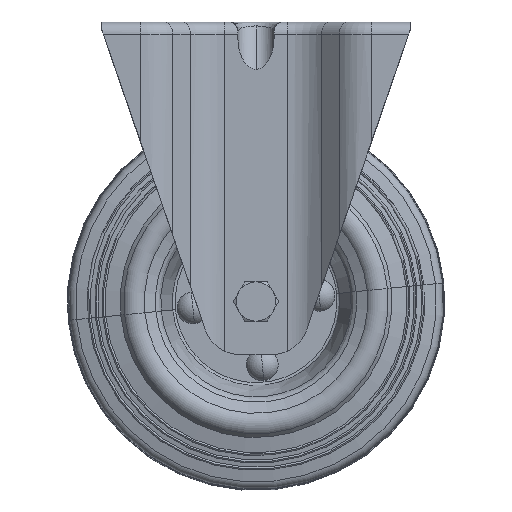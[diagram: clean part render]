
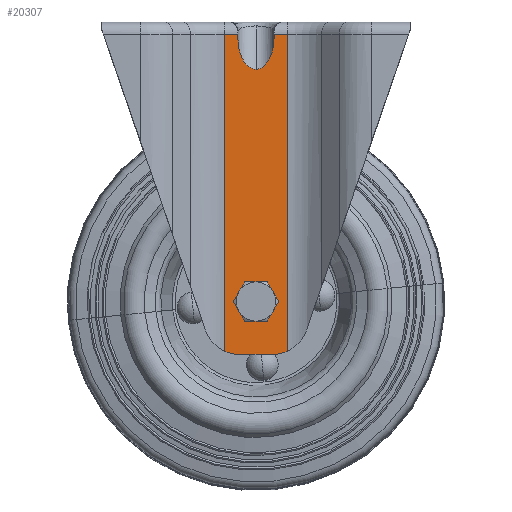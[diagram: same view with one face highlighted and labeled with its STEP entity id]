
A CAD part, top view. The second image highlights one B-rep face of the part: STEP entity #20307.
In plain terms, the highlighted planar face has unit normal (0, 0, 1).
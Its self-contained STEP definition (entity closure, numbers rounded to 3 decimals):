
#245 = LINE ( 'NONE', #18379, #14017 ) ;
#539 = EDGE_CURVE ( 'NONE', #17955, #14351, #18690, .T. ) ;
#762 = CARTESIAN_POINT ( 'NONE',  ( -10.373, -101.243, 28.5 ) ) ;
#784 = ORIENTED_EDGE ( 'NONE', *, *, #22285, .T. ) ;
#826 = CARTESIAN_POINT ( 'NONE',  ( -3.515, -15.641, 28.5 ) ) ;
#829 = DIRECTION ( 'NONE',  ( 0., -1., 0. ) ) ;
#957 = EDGE_CURVE ( 'NONE', #12874, #19101, #20257, .T. ) ;
#989 = CIRCLE ( 'NONE', #3940, 12. ) ;
#1159 = FACE_BOUND ( 'NONE', #15796, .T. ) ;
#1189 = CIRCLE ( 'NONE', #6005, 4.1 ) ;
#1212 = ORIENTED_EDGE ( 'NONE', *, *, #957, .T. ) ;
#1252 = DIRECTION ( 'NONE',  ( -1., 0., 0. ) ) ;
#1338 = CARTESIAN_POINT ( 'NONE',  ( 5.425, -98., 28.5 ) ) ;
#1363 = LINE ( 'NONE', #19070, #10653 ) ;
#1448 = VECTOR ( 'NONE', #5266, 1000. ) ;
#2133 =( BOUNDED_CURVE ( )  B_SPLINE_CURVE ( 3, ( #6137, #4398, #2903, #11986 ),
 .UNSPECIFIED., .F., .F. ) 
 B_SPLINE_CURVE_WITH_KNOTS ( ( 4, 4 ),
 ( 4.712, 6.283 ),
 .UNSPECIFIED. ) 
 CURVE ( )  GEOMETRIC_REPRESENTATION_ITEM ( )  RATIONAL_B_SPLINE_CURVE ( ( 1., 0.805, 0.805, 1. ) ) 
 REPRESENTATION_ITEM ( '' )  );
#2227 = VERTEX_POINT ( 'NONE', #10272 ) ;
#2420 = VERTEX_POINT ( 'NONE', #22905 ) ;
#2552 = EDGE_CURVE ( 'NONE', #2420, #8888, #7932, .T. ) ;
#2572 = CARTESIAN_POINT ( 'NONE',  ( 0., -15.641, 28.5 ) ) ;
#2610 = DIRECTION ( 'NONE',  ( 0., 0., 1. ) ) ;
#2804 = CARTESIAN_POINT ( 'NONE',  ( -5.425, -98., 28.5 ) ) ;
#2903 = CARTESIAN_POINT ( 'NONE',  ( 3.515, -15.641, 28.5 ) ) ;
#3018 = EDGE_CURVE ( 'NONE', #15714, #14727, #9225, .T. ) ;
#3026 = DIRECTION ( 'NONE',  ( 1., 0., 0. ) ) ;
#3071 = CARTESIAN_POINT ( 'NONE',  ( -6., -5.181, 28.5 ) ) ;
#3793 = VERTEX_POINT ( 'NONE', #13913 ) ;
#3940 = AXIS2_PLACEMENT_3D ( 'NONE', #2804, #20382, #3026 ) ;
#4091 = DIRECTION ( 'NONE',  ( 1., 0., 0. ) ) ;
#4156 = CARTESIAN_POINT ( 'NONE',  ( 4.1, -92.5, 28.5 ) ) ;
#4258 = EDGE_CURVE ( 'NONE', #3793, #17955, #1363, .T. ) ;
#4390 = CARTESIAN_POINT ( 'NONE',  ( -10.373, -4., 28.5 ) ) ;
#4398 = CARTESIAN_POINT ( 'NONE',  ( 6., -11.308, 28.5 ) ) ;
#4837 = EDGE_CURVE ( 'NONE', #21255, #2420, #9629, .T. ) ;
#4963 = CARTESIAN_POINT ( 'NONE',  ( -4.1, -92.5, 28.5 ) ) ;
#5266 = DIRECTION ( 'NONE',  ( 1., 0., 0. ) ) ;
#5328 = CARTESIAN_POINT ( 'NONE',  ( -17., -110., 28.5 ) ) ;
#6005 = AXIS2_PLACEMENT_3D ( 'NONE', #13962, #11984, #10128 ) ;
#6137 = CARTESIAN_POINT ( 'NONE',  ( 6., -5.181, 28.5 ) ) ;
#6223 = CARTESIAN_POINT ( 'NONE',  ( -17., -4., 28.5 ) ) ;
#6958 = DIRECTION ( 'NONE',  ( 0., 1., 0. ) ) ;
#7398 = VERTEX_POINT ( 'NONE', #14601 ) ;
#7531 = VECTOR ( 'NONE', #6958, 1000. ) ;
#7929 = CARTESIAN_POINT ( 'NONE',  ( -6., -11.308, 28.5 ) ) ;
#7932 = LINE ( 'NONE', #19099, #15225 ) ;
#8040 = ORIENTED_EDGE ( 'NONE', *, *, #4837, .T. ) ;
#8263 = PLANE ( 'NONE',  #20560 ) ;
#8597 = CARTESIAN_POINT ( 'NONE',  ( 10.373, 0., 28.5 ) ) ;
#8888 = VERTEX_POINT ( 'NONE', #21113 ) ;
#9035 = ORIENTED_EDGE ( 'NONE', *, *, #539, .T. ) ;
#9225 = CIRCLE ( 'NONE', #12204, 4.1 ) ;
#9603 = DIRECTION ( 'NONE',  ( 0., -1., 0. ) ) ;
#9629 = LINE ( 'NONE', #6223, #14403 ) ;
#9754 = EDGE_CURVE ( 'NONE', #2227, #7398, #14138, .T. ) ;
#10128 = DIRECTION ( 'NONE',  ( 1., 0., 0. ) ) ;
#10130 = ORIENTED_EDGE ( 'NONE', *, *, #22153, .T. ) ;
#10272 = CARTESIAN_POINT ( 'NONE',  ( -5.425, -110., 28.5 ) ) ;
#10419 = CARTESIAN_POINT ( 'NONE',  ( 0., -15.641, 28.5 ) ) ;
#10653 = VECTOR ( 'NONE', #1252, 1000. ) ;
#11434 = ORIENTED_EDGE ( 'NONE', *, *, #19657, .F. ) ;
#11609 = ORIENTED_EDGE ( 'NONE', *, *, #4258, .T. ) ;
#11984 = DIRECTION ( 'NONE',  ( 0., 0., 1. ) ) ;
#11986 = CARTESIAN_POINT ( 'NONE',  ( 0., -15.641, 28.5 ) ) ;
#12204 = AXIS2_PLACEMENT_3D ( 'NONE', #14956, #2610, #4091 ) ;
#12455 = CARTESIAN_POINT ( 'NONE',  ( 10.373, -4., 28.5 ) ) ;
#12463 = DIRECTION ( 'NONE',  ( 1., 0., 0. ) ) ;
#12606 = CARTESIAN_POINT ( 'NONE',  ( 10.373, -108.933, 28.5 ) ) ;
#12874 = VERTEX_POINT ( 'NONE', #10419 ) ;
#12911 = DIRECTION ( 'NONE',  ( 0., 1., 0. ) ) ;
#13618 = FACE_OUTER_BOUND ( 'NONE', #20630, .T. ) ;
#13705 = DIRECTION ( 'NONE',  ( -1., 0., 0. ) ) ;
#13913 = CARTESIAN_POINT ( 'NONE',  ( -6., -4., 28.5 ) ) ;
#13962 = CARTESIAN_POINT ( 'NONE',  ( 0., -92.5, 28.5 ) ) ;
#14017 = VECTOR ( 'NONE', #12911, 1000. ) ;
#14138 = LINE ( 'NONE', #21208, #1448 ) ;
#14351 = VERTEX_POINT ( 'NONE', #15974 ) ;
#14403 = VECTOR ( 'NONE', #13705, 1000. ) ;
#14601 = CARTESIAN_POINT ( 'NONE',  ( 5.425, -110., 28.5 ) ) ;
#14649 = ORIENTED_EDGE ( 'NONE', *, *, #3018, .F. ) ;
#14727 = VERTEX_POINT ( 'NONE', #4963 ) ;
#14729 = EDGE_CURVE ( 'NONE', #16935, #21255, #19184, .T. ) ;
#14956 = CARTESIAN_POINT ( 'NONE',  ( 0., -92.5, 28.5 ) ) ;
#15002 = ORIENTED_EDGE ( 'NONE', *, *, #14729, .T. ) ;
#15043 = CARTESIAN_POINT ( 'NONE',  ( -6., -5.181, 28.5 ) ) ;
#15225 = VECTOR ( 'NONE', #829, 1000. ) ;
#15714 = VERTEX_POINT ( 'NONE', #4156 ) ;
#15796 = EDGE_LOOP ( 'NONE', ( #11434, #14649 ) ) ;
#15798 = DIRECTION ( 'NONE',  ( 0., 0., -1. ) ) ;
#15974 = CARTESIAN_POINT ( 'NONE',  ( -10.373, -108.933, 28.5 ) ) ;
#16603 = AXIS2_PLACEMENT_3D ( 'NONE', #1338, #15798, #17408 ) ;
#16615 = EDGE_CURVE ( 'NONE', #16935, #7398, #19570, .T. ) ;
#16877 = ORIENTED_EDGE ( 'NONE', *, *, #2552, .T. ) ;
#16935 = VERTEX_POINT ( 'NONE', #12606 ) ;
#17157 = EDGE_CURVE ( 'NONE', #2227, #14351, #989, .T. ) ;
#17408 = DIRECTION ( 'NONE',  ( 1., 0., 0. ) ) ;
#17458 = VECTOR ( 'NONE', #9603, 1000. ) ;
#17792 = DIRECTION ( 'NONE',  ( 0., 0., 1. ) ) ;
#17955 = VERTEX_POINT ( 'NONE', #4390 ) ;
#18258 = ORIENTED_EDGE ( 'NONE', *, *, #16615, .F. ) ;
#18379 = CARTESIAN_POINT ( 'NONE',  ( -6., -110., 28.5 ) ) ;
#18690 = LINE ( 'NONE', #762, #17458 ) ;
#19070 = CARTESIAN_POINT ( 'NONE',  ( -17., -4., 28.5 ) ) ;
#19099 = CARTESIAN_POINT ( 'NONE',  ( 6., -110., 28.5 ) ) ;
#19101 = VERTEX_POINT ( 'NONE', #3071 ) ;
#19184 = LINE ( 'NONE', #8597, #7531 ) ;
#19570 = CIRCLE ( 'NONE', #16603, 12. ) ;
#19657 = EDGE_CURVE ( 'NONE', #14727, #15714, #1189, .T. ) ;
#19747 = ORIENTED_EDGE ( 'NONE', *, *, #9754, .T. ) ;
#20257 =( BOUNDED_CURVE ( )  B_SPLINE_CURVE ( 3, ( #2572, #826, #7929, #15043 ),
 .UNSPECIFIED., .F., .F. ) 
 B_SPLINE_CURVE_WITH_KNOTS ( ( 4, 4 ),
 ( 3.142, 4.712 ),
 .UNSPECIFIED. ) 
 CURVE ( )  GEOMETRIC_REPRESENTATION_ITEM ( )  RATIONAL_B_SPLINE_CURVE ( ( 1., 0.805, 0.805, 1. ) ) 
 REPRESENTATION_ITEM ( '' )  );
#20307 = ADVANCED_FACE ( 'NONE', ( #1159, #13618 ), #8263, .T. ) ;
#20382 = DIRECTION ( 'NONE',  ( 0., 0., -1. ) ) ;
#20560 = AXIS2_PLACEMENT_3D ( 'NONE', #5328, #17792, #12463 ) ;
#20630 = EDGE_LOOP ( 'NONE', ( #15002, #8040, #16877, #10130, #1212, #784, #11609, #9035, #21343, #19747, #18258 ) ) ;
#21113 = CARTESIAN_POINT ( 'NONE',  ( 6., -5.181, 28.5 ) ) ;
#21208 = CARTESIAN_POINT ( 'NONE',  ( -17., -110., 28.5 ) ) ;
#21255 = VERTEX_POINT ( 'NONE', #12455 ) ;
#21343 = ORIENTED_EDGE ( 'NONE', *, *, #17157, .F. ) ;
#22153 = EDGE_CURVE ( 'NONE', #8888, #12874, #2133, .T. ) ;
#22285 = EDGE_CURVE ( 'NONE', #19101, #3793, #245, .T. ) ;
#22905 = CARTESIAN_POINT ( 'NONE',  ( 6., -4., 28.5 ) ) ;
